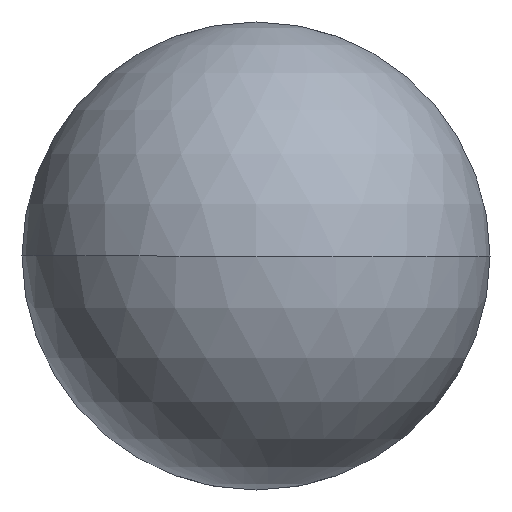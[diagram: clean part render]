
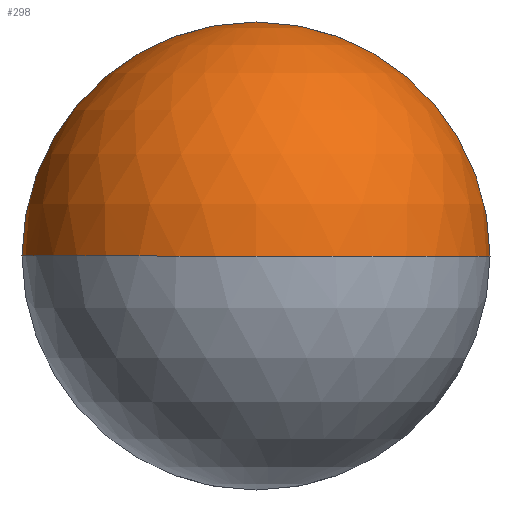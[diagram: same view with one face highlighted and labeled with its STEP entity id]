
A CAD part, front view. The second image highlights one B-rep face of the part: STEP entity #298.
In plain terms, the highlighted spherical face has radius 4.763 mm.
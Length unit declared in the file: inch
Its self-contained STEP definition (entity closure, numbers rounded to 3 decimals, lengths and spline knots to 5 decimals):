
#1 = FACE_OUTER_BOUND ( 'NONE', #137, .T. ) ;
#23 = DIRECTION ( 'NONE',  ( -1., 0., 0. ) ) ;
#26 = DIRECTION ( 'NONE',  ( 0., 0., 1. ) ) ;
#35 = AXIS2_PLACEMENT_3D ( 'NONE', #112, #122, #177 ) ;
#39 = CIRCLE ( 'NONE', #201, 0.1875 ) ;
#48 = CARTESIAN_POINT ( 'NONE',  ( 0., 0.1875, 0. ) ) ;
#71 = CARTESIAN_POINT ( 'NONE',  ( 0., 0., 0. ) ) ;
#76 = CARTESIAN_POINT ( 'NONE',  ( 0.1875, 0.1875, 0. ) ) ;
#87 = CARTESIAN_POINT ( 'NONE',  ( 0., 0.1875, 0. ) ) ;
#105 = AXIS2_PLACEMENT_3D ( 'NONE', #87, #26, #184 ) ;
#112 = CARTESIAN_POINT ( 'NONE',  ( 0., 0.1875, 0. ) ) ;
#115 = EDGE_CURVE ( 'NONE', #288, #257, #365, .T. ) ;
#122 = DIRECTION ( 'NONE',  ( 0., -1., 0. ) ) ;
#137 = EDGE_LOOP ( 'NONE', ( #317, #369, #315, #164 ) ) ;
#140 = CARTESIAN_POINT ( 'NONE',  ( 0., 0.1875, 0. ) ) ;
#145 = DIRECTION ( 'NONE',  ( 0., -1., 0. ) ) ;
#164 = ORIENTED_EDGE ( 'NONE', *, *, #115, .T. ) ;
#168 = VERTEX_POINT ( 'NONE', #324 ) ;
#177 = DIRECTION ( 'NONE',  ( 0., 0., -1. ) ) ;
#180 = EDGE_CURVE ( 'NONE', #257, #168, #185, .T. ) ;
#184 = DIRECTION ( 'NONE',  ( 1., 0., 0. ) ) ;
#185 = CIRCLE ( 'NONE', #263, 0.1875 ) ;
#195 = CIRCLE ( 'NONE', #105, 0.1875 ) ;
#201 = AXIS2_PLACEMENT_3D ( 'NONE', #140, #316, #23 ) ;
#206 = CARTESIAN_POINT ( 'NONE',  ( 0., 0.1875, 0. ) ) ;
#221 = CARTESIAN_POINT ( 'NONE',  ( 0., 0.1875, 0.1875 ) ) ;
#224 = DIRECTION ( 'NONE',  ( 0., 0., 1. ) ) ;
#232 = DIRECTION ( 'NONE',  ( 0., 0., -1. ) ) ;
#257 = VERTEX_POINT ( 'NONE', #221 ) ;
#263 = AXIS2_PLACEMENT_3D ( 'NONE', #206, #145, #232 ) ;
#286 = VERTEX_POINT ( 'NONE', #71 ) ;
#288 = VERTEX_POINT ( 'NONE', #76 ) ;
#298 = ADVANCED_FACE ( 'NONE', ( #1 ), #373, .T. ) ;
#308 = EDGE_CURVE ( 'NONE', #288, #286, #39, .T. ) ;
#315 = ORIENTED_EDGE ( 'NONE', *, *, #308, .F. ) ;
#316 = DIRECTION ( 'NONE',  ( 0., 0., -1. ) ) ;
#317 = ORIENTED_EDGE ( 'NONE', *, *, #180, .T. ) ;
#324 = CARTESIAN_POINT ( 'NONE',  ( -0.1875, 0.1875, 0. ) ) ;
#344 = EDGE_CURVE ( 'NONE', #168, #286, #195, .T. ) ;
#346 = DIRECTION ( 'NONE',  ( 1., 0., 0. ) ) ;
#360 = AXIS2_PLACEMENT_3D ( 'NONE', #48, #224, #346 ) ;
#365 = CIRCLE ( 'NONE', #35, 0.1875 ) ;
#369 = ORIENTED_EDGE ( 'NONE', *, *, #344, .T. ) ;
#373 = SPHERICAL_SURFACE ( 'NONE', #360, 0.1875 ) ;
